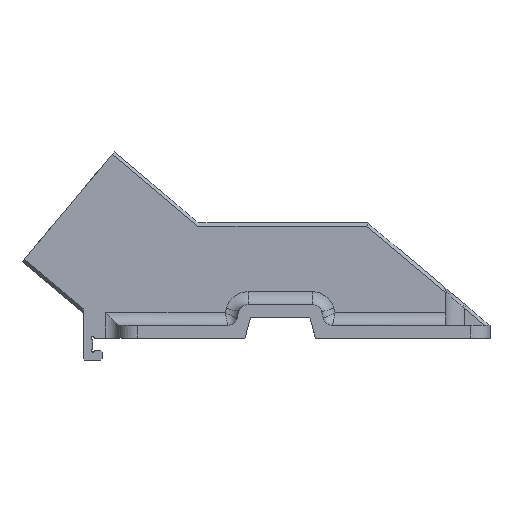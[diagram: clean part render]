
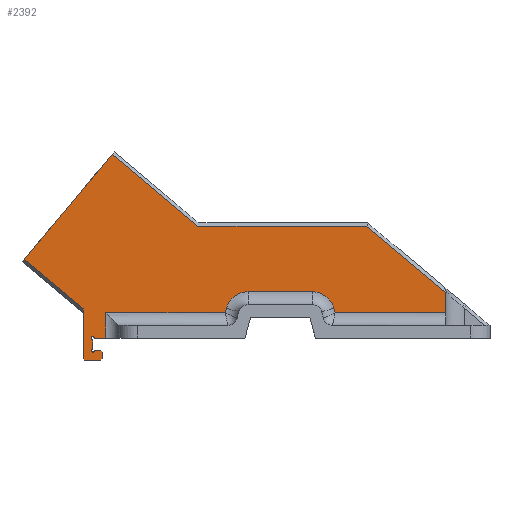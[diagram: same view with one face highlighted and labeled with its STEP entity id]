
A CAD part, top view. The second image highlights one B-rep face of the part: STEP entity #2392.
In plain terms, the highlighted planar face has unit normal (0, 0, 1).
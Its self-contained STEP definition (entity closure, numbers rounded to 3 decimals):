
#60=CIRCLE('',#2563,3.5);
#64=CIRCLE('',#2569,3.5);
#66=CIRCLE('',#2574,0.25);
#67=CIRCLE('',#2575,0.25);
#227=FACE_OUTER_BOUND('',#363,.T.);
#363=EDGE_LOOP('',(#2009,#2010,#2011,#2012,#2013,#2014,#2015,#2016,#2017,
#2018,#2019,#2020,#2021,#2022,#2023,#2024,#2025,#2026,#2027,#2028,#2029,
#2030,#2031,#2032,#2033));
#598=LINE('',#3984,#844);
#603=LINE('',#3994,#849);
#607=LINE('',#4003,#853);
#615=LINE('',#4019,#861);
#618=LINE('',#4034,#864);
#620=LINE('',#4037,#866);
#637=LINE('',#4200,#883);
#640=LINE('',#4209,#886);
#641=LINE('',#4220,#887);
#643=LINE('',#4229,#889);
#646=LINE('',#4247,#892);
#647=LINE('',#4250,#893);
#648=LINE('',#4252,#894);
#649=LINE('',#4254,#895);
#650=LINE('',#4256,#896);
#651=LINE('',#4258,#897);
#652=LINE('',#4260,#898);
#653=LINE('',#4262,#899);
#654=LINE('',#4266,#900);
#655=LINE('',#4268,#901);
#656=LINE('',#4269,#902);
#844=VECTOR('',#2937,10.);
#849=VECTOR('',#2944,10.);
#853=VECTOR('',#2952,10.);
#861=VECTOR('',#2964,10.);
#864=VECTOR('',#2971,10.);
#866=VECTOR('',#2975,10.);
#883=VECTOR('',#3022,10.);
#886=VECTOR('',#3031,10.);
#887=VECTOR('',#3044,10.);
#889=VECTOR('',#3056,10.);
#892=VECTOR('',#3061,10.);
#893=VECTOR('',#3064,10.);
#894=VECTOR('',#3065,10.);
#895=VECTOR('',#3066,10.);
#896=VECTOR('',#3067,10.);
#897=VECTOR('',#3068,10.);
#898=VECTOR('',#3069,10.);
#899=VECTOR('',#3070,10.);
#900=VECTOR('',#3073,10.);
#901=VECTOR('',#3076,10.);
#902=VECTOR('',#3077,10.);
#1100=VERTEX_POINT('',#3981);
#1101=VERTEX_POINT('',#3983);
#1102=VERTEX_POINT('',#3987);
#1105=VERTEX_POINT('',#3992);
#1108=VERTEX_POINT('',#4002);
#1113=VERTEX_POINT('',#4016);
#1114=VERTEX_POINT('',#4018);
#1117=VERTEX_POINT('',#4032);
#1129=VERTEX_POINT('',#4157);
#1132=VERTEX_POINT('',#4193);
#1134=VERTEX_POINT('',#4199);
#1137=VERTEX_POINT('',#4207);
#1139=VERTEX_POINT('',#4212);
#1141=VERTEX_POINT('',#4218);
#1143=VERTEX_POINT('',#4224);
#1145=VERTEX_POINT('',#4234);
#1146=VERTEX_POINT('',#4249);
#1147=VERTEX_POINT('',#4251);
#1148=VERTEX_POINT('',#4253);
#1149=VERTEX_POINT('',#4255);
#1150=VERTEX_POINT('',#4257);
#1151=VERTEX_POINT('',#4259);
#1152=VERTEX_POINT('',#4261);
#1153=VERTEX_POINT('',#4263);
#1154=VERTEX_POINT('',#4265);
#1393=EDGE_CURVE('',#1101,#1100,#598,.T.);
#1398=EDGE_CURVE('',#1105,#1102,#603,.T.);
#1402=EDGE_CURVE('',#1108,#1102,#607,.T.);
#1410=EDGE_CURVE('',#1113,#1114,#615,.T.);
#1415=EDGE_CURVE('',#1117,#1113,#618,.T.);
#1417=EDGE_CURVE('',#1108,#1117,#620,.T.);
#1444=EDGE_CURVE('',#1132,#1134,#637,.T.);
#1449=EDGE_CURVE('',#1137,#1132,#640,.T.);
#1451=EDGE_CURVE('',#1139,#1137,#60,.T.);
#1454=EDGE_CURVE('',#1141,#1139,#641,.T.);
#1457=EDGE_CURVE('',#1143,#1141,#64,.T.);
#1459=EDGE_CURVE('',#1129,#1143,#643,.T.);
#1463=EDGE_CURVE('',#1145,#1129,#646,.T.);
#1464=EDGE_CURVE('',#1105,#1146,#647,.T.);
#1465=EDGE_CURVE('',#1147,#1146,#648,.T.);
#1466=EDGE_CURVE('',#1147,#1148,#649,.T.);
#1467=EDGE_CURVE('',#1149,#1148,#650,.T.);
#1468=EDGE_CURVE('',#1149,#1150,#651,.T.);
#1469=EDGE_CURVE('',#1151,#1150,#652,.T.);
#1470=EDGE_CURVE('',#1151,#1152,#653,.T.);
#1471=EDGE_CURVE('',#1152,#1153,#66,.T.);
#1472=EDGE_CURVE('',#1153,#1154,#654,.T.);
#1473=EDGE_CURVE('',#1154,#1101,#67,.T.);
#1474=EDGE_CURVE('',#1134,#1100,#655,.T.);
#1475=EDGE_CURVE('',#1145,#1114,#656,.T.);
#2009=ORIENTED_EDGE('',*,*,#1464,.T.);
#2010=ORIENTED_EDGE('',*,*,#1465,.F.);
#2011=ORIENTED_EDGE('',*,*,#1466,.T.);
#2012=ORIENTED_EDGE('',*,*,#1467,.F.);
#2013=ORIENTED_EDGE('',*,*,#1468,.T.);
#2014=ORIENTED_EDGE('',*,*,#1469,.F.);
#2015=ORIENTED_EDGE('',*,*,#1470,.T.);
#2016=ORIENTED_EDGE('',*,*,#1471,.T.);
#2017=ORIENTED_EDGE('',*,*,#1472,.T.);
#2018=ORIENTED_EDGE('',*,*,#1473,.T.);
#2019=ORIENTED_EDGE('',*,*,#1393,.T.);
#2020=ORIENTED_EDGE('',*,*,#1474,.F.);
#2021=ORIENTED_EDGE('',*,*,#1444,.F.);
#2022=ORIENTED_EDGE('',*,*,#1449,.F.);
#2023=ORIENTED_EDGE('',*,*,#1451,.F.);
#2024=ORIENTED_EDGE('',*,*,#1454,.F.);
#2025=ORIENTED_EDGE('',*,*,#1457,.F.);
#2026=ORIENTED_EDGE('',*,*,#1459,.F.);
#2027=ORIENTED_EDGE('',*,*,#1463,.F.);
#2028=ORIENTED_EDGE('',*,*,#1475,.T.);
#2029=ORIENTED_EDGE('',*,*,#1410,.F.);
#2030=ORIENTED_EDGE('',*,*,#1415,.F.);
#2031=ORIENTED_EDGE('',*,*,#1417,.F.);
#2032=ORIENTED_EDGE('',*,*,#1402,.T.);
#2033=ORIENTED_EDGE('',*,*,#1398,.F.);
#2272=PLANE('',#2573);
#2392=ADVANCED_FACE('',(#227),#2272,.T.);
#2563=AXIS2_PLACEMENT_3D('',#4214,#3036,#3037);
#2569=AXIS2_PLACEMENT_3D('',#4226,#3050,#3051);
#2573=AXIS2_PLACEMENT_3D('',#4248,#3062,#3063);
#2574=AXIS2_PLACEMENT_3D('',#4264,#3071,#3072);
#2575=AXIS2_PLACEMENT_3D('',#4267,#3074,#3075);
#2937=DIRECTION('',(1.,0.,0.));
#2944=DIRECTION('',(-0.766,0.643,0.));
#2952=DIRECTION('',(-0.643,-0.766,0.));
#2964=DIRECTION('',(0.766,-0.643,0.));
#2971=DIRECTION('',(1.,0.,0.));
#2975=DIRECTION('',(0.766,-0.643,0.));
#3022=DIRECTION('',(-1.,0.,0.));
#3031=DIRECTION('',(-0.259,-0.966,0.));
#3036=DIRECTION('center_axis',(0.,0.,1.));
#3037=DIRECTION('ref_axis',(-0.609,0.793,0.));
#3044=DIRECTION('',(-1.,0.,0.));
#3050=DIRECTION('center_axis',(0.,0.,1.));
#3051=DIRECTION('ref_axis',(0.609,0.793,0.));
#3056=DIRECTION('',(-0.259,0.966,0.));
#3061=DIRECTION('',(-1.,0.,0.));
#3062=DIRECTION('center_axis',(0.,0.,1.));
#3063=DIRECTION('ref_axis',(1.,0.,0.));
#3064=DIRECTION('',(0.,-1.,0.));
#3065=DIRECTION('',(-0.707,0.707,0.));
#3066=DIRECTION('',(1.,0.,0.));
#3067=DIRECTION('',(-0.707,-0.707,0.));
#3068=DIRECTION('',(0.,1.,0.));
#3069=DIRECTION('',(0.707,-0.707,0.));
#3070=DIRECTION('',(-1.,0.,0.));
#3071=DIRECTION('center_axis',(0.,0.,-1.));
#3072=DIRECTION('ref_axis',(1.,0.,0.));
#3073=DIRECTION('',(0.,1.,0.));
#3074=DIRECTION('center_axis',(0.,0.,-1.));
#3075=DIRECTION('ref_axis',(1.,0.,0.));
#3076=DIRECTION('',(0.,-1.,0.));
#3077=DIRECTION('',(0.,1.,0.));
#3981=CARTESIAN_POINT('',(2.,0.,0.));
#3983=CARTESIAN_POINT('',(0.25,0.,0.));
#3984=CARTESIAN_POINT('',(0.,0.,0.));
#3987=CARTESIAN_POINT('',(-10.741,12.323,0.));
#3992=CARTESIAN_POINT('',(-1.5,4.569,0.));
#3994=CARTESIAN_POINT('',(4.535,-0.495,0.));
#4002=CARTESIAN_POINT('',(3.015,28.716,0.));
#4003=CARTESIAN_POINT('',(3.336,29.099,0.));
#4016=CARTESIAN_POINT('',(42.75,17.5,0.));
#4018=CARTESIAN_POINT('',(55.109,7.13,0.));
#4019=CARTESIAN_POINT('',(38.755,20.852,0.));
#4032=CARTESIAN_POINT('',(16.382,17.5,0.));
#4034=CARTESIAN_POINT('',(21.016,17.5,0.));
#4037=CARTESIAN_POINT('',(13.509,19.91,0.));
#4157=CARTESIAN_POINT('',(37.813,4.,0.));
#4193=CARTESIAN_POINT('',(20.677,4.,0.));
#4199=CARTESIAN_POINT('',(2.,4.,0.));
#4200=CARTESIAN_POINT('',(23.84,4.,0.));
#4207=CARTESIAN_POINT('',(20.856,4.666,0.));
#4209=CARTESIAN_POINT('',(22.182,9.616,0.));
#4212=CARTESIAN_POINT('',(24.236,7.26,0.));
#4214=CARTESIAN_POINT('Origin',(24.236,3.76,0.));
#4218=CARTESIAN_POINT('',(34.254,7.26,0.));
#4220=CARTESIAN_POINT('',(30.437,7.26,0.));
#4224=CARTESIAN_POINT('',(37.634,4.666,0.));
#4226=CARTESIAN_POINT('Origin',(34.254,3.76,0.));
#4229=CARTESIAN_POINT('',(36.492,8.93,0.));
#4234=CARTESIAN_POINT('',(55.109,4.,0.));
#4247=CARTESIAN_POINT('',(43.734,4.,0.));
#4248=CARTESIAN_POINT('Origin',(25.469,12.85,0.));
#4249=CARTESIAN_POINT('',(-1.5,-3.15,0.));
#4250=CARTESIAN_POINT('',(-1.5,3.916,0.));
#4251=CARTESIAN_POINT('',(-1.25,-3.4,0.));
#4252=CARTESIAN_POINT('',(1.305,-5.955,0.));
#4253=CARTESIAN_POINT('',(1.25,-3.4,0.));
#4254=CARTESIAN_POINT('',(-1.5,-3.4,0.));
#4255=CARTESIAN_POINT('',(1.5,-3.15,0.));
#4256=CARTESIAN_POINT('',(11.43,6.78,0.));
#4257=CARTESIAN_POINT('',(1.5,-2.15,0.));
#4258=CARTESIAN_POINT('',(1.5,-3.4,0.));
#4259=CARTESIAN_POINT('',(1.25,-1.9,0.));
#4260=CARTESIAN_POINT('',(3.68,-4.33,0.));
#4261=CARTESIAN_POINT('',(0.25,-1.9,0.));
#4262=CARTESIAN_POINT('',(1.5,-1.9,0.));
#4263=CARTESIAN_POINT('',(0.,-1.65,0.));
#4264=CARTESIAN_POINT('Origin',(0.,-1.9,0.));
#4265=CARTESIAN_POINT('',(0.,-0.25,0.));
#4266=CARTESIAN_POINT('',(0.,-1.9,0.));
#4267=CARTESIAN_POINT('Origin',(0.,0.,0.));
#4268=CARTESIAN_POINT('',(2.,7.425,0.));
#4269=CARTESIAN_POINT('',(55.109,2.,0.));
